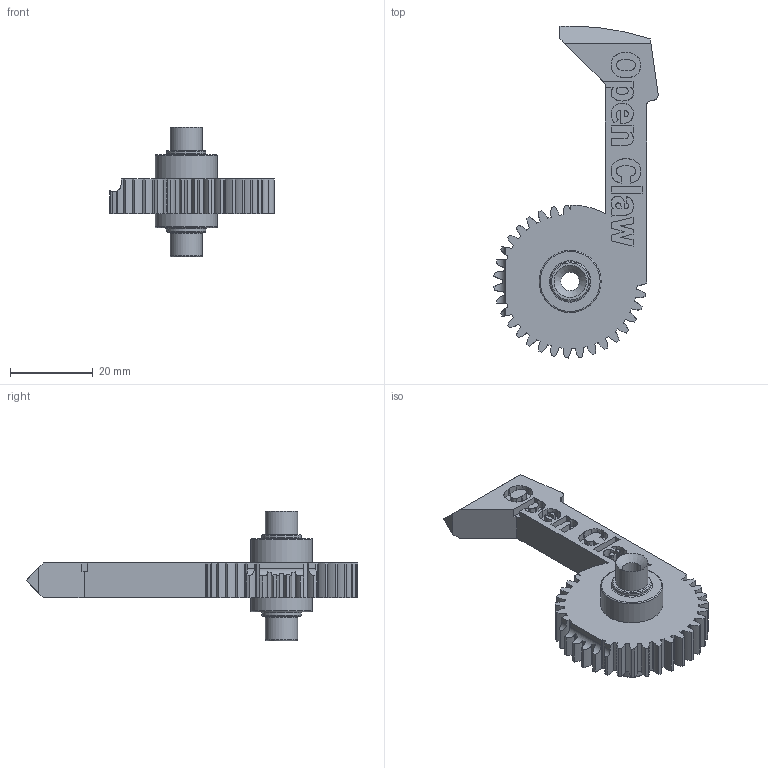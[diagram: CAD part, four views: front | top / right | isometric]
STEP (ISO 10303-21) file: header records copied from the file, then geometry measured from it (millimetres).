
FILE_DESCRIPTION(('FreeCAD Model'),'2;1');
FILE_NAME('Open CASCADE Shape Model','2024-11-11T13:12:50',(''),(''), 'Open CASCADE STEP processor 7.8','FreeCAD','Unknown');
FILE_SCHEMA(('AUTOMOTIVE_DESIGN { 1 0 10303 214 1 1 1 1 }'));
Length unit declared in the file: millimetre
Products named in the file (1): Claw Pincher Passive
Bounding box: 39.75 x 80.31 x 31.4 mm (x, y, z)
Volume: 14551.2 mm3; surface area: 7267.1 mm2
Topology: 1 solids, 1 shells, 355 faces, 1010 edges, 673 vertices
Faces by surface type: extrusion 243, plane 88, cylinder 15, torus 8, cone 1
Full cylindrical faces by diameter (mm): 4.5 x1, 7.8 x2, 9.5 x2, 15 x2
Entity records: 15205 total; most frequent: CARTESIAN_POINT 6872, ORIENTED_EDGE 2020, DIRECTION 1029, EDGE_CURVE 1010, B_SPLINE_CURVE_WITH_KNOTS 743, VECTOR 703, VERTEX_POINT 673, LINE 460
